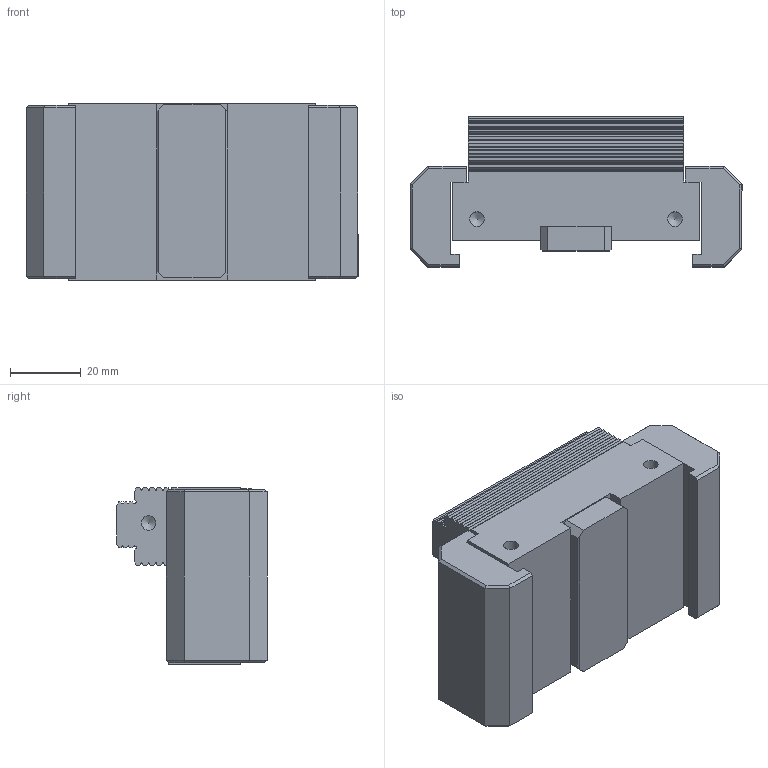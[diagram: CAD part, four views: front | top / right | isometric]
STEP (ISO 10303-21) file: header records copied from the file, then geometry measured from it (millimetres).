
FILE_DESCRIPTION((''),'2;1');
FILE_NAME('300-0061-003-Kunde.stp','2014-11-25T09:07:45',('Sigimeier'),(''),'Autodesk Inventor 2013','Autodesk Inventor 2013','');
FILE_SCHEMA(('AUTOMOTIVE_DESIGN { 1 0 10303 214 1 1 1 1 }'));
Length unit declared in the file: millimetre
Products named in the file (1): 300-0061-003-Kd
Bounding box: 93.96 x 42.54 x 50 mm (x, y, z)
Volume: 120503.5 mm3; surface area: 25371.1 mm2
Topology: 1 solids, 1 shells, 154 faces, 435 edges, 280 vertices
Faces by surface type: plane 126, cylinder 22, cone 6
Full cylindrical faces by diameter (mm): 3.6 x2, 4.134 x4
Entity records: 4978 total; most frequent: CARTESIAN_POINT 846, ORIENTED_EDGE 834, DIRECTION 771, EDGE_CURVE 417, VECTOR 373, LINE 373, VERTEX_POINT 274, AXIS2_PLACEMENT_3D 199
